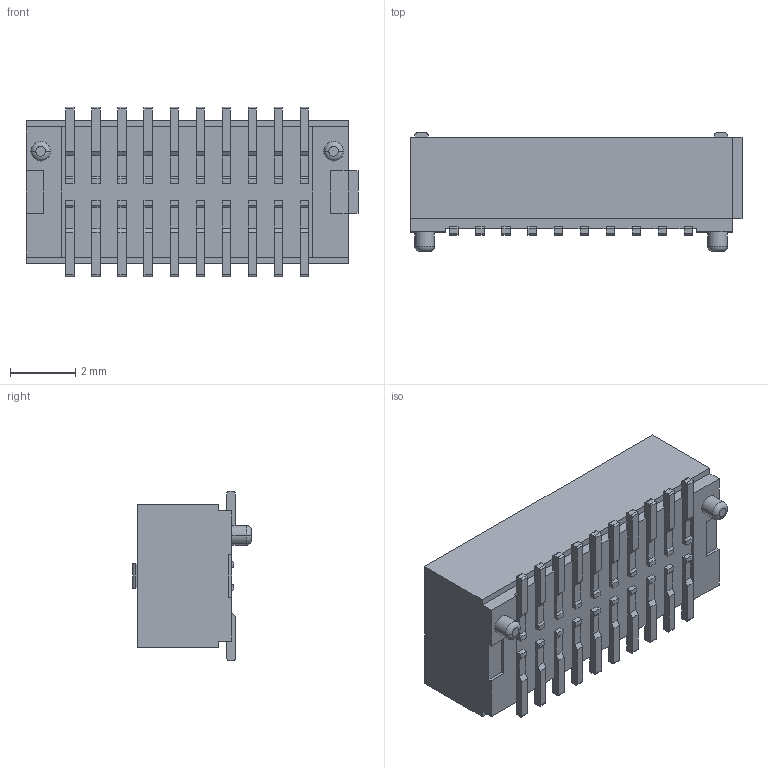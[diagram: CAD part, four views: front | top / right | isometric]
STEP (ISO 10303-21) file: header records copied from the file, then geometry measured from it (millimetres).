
FILE_DESCRIPTION((''),'2;1');
FILE_NAME('FBB08001-F20-H30_REF','2020-09-28T',('gongcheng6'),(''),'PRO/ENGINEER BY PARAMETRIC TECHNOLOGY CORPORATION, 2010280','PRO/ENGINEER BY PARAMETRIC TECHNOLOGY CORPORATION, 2010280','');
FILE_SCHEMA(('CONFIG_CONTROL_DESIGN'));
Length unit declared in the file: millimetre
Products named in the file (1): FBB08001-F20-H30_REF
Bounding box: 10.2 x 3.65 x 5.2 mm (x, y, z)
Volume: 96.4 mm3; surface area: 290 mm2
Topology: 1 solids, 1 shells, 700 faces, 1952 edges, 1300 vertices
Faces by surface type: plane 528, cylinder 168, torus 4
Entity records: 22346 total; most frequent: CARTESIAN_POINT 3952, ORIENTED_EDGE 3904, DIRECTION 3696, EDGE_CURVE 1952, VECTOR 1608, LINE 1608, VERTEX_POINT 1300, AXIS2_PLACEMENT_3D 1044
